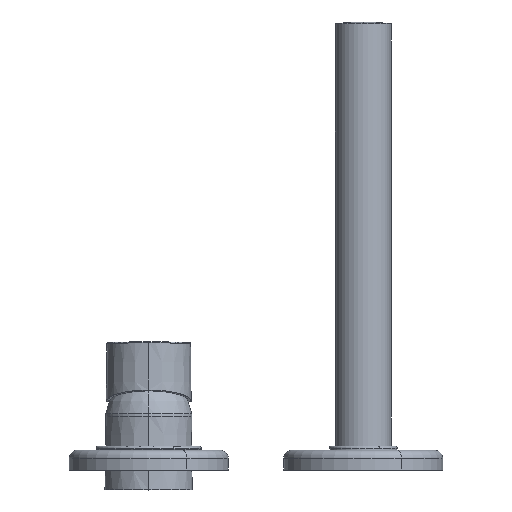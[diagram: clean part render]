
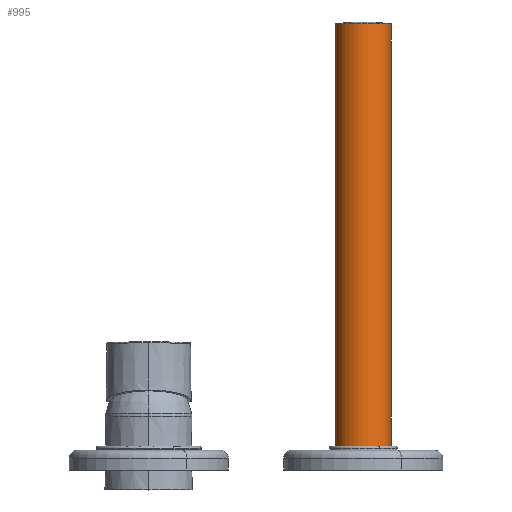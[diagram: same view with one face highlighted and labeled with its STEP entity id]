
A CAD part, top view. The second image highlights one B-rep face of the part: STEP entity #995.
In plain terms, the highlighted cylindrical face has radius 14 mm (diameter 28 mm), a partial arc.
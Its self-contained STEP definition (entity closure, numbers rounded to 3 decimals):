
#940=CARTESIAN_POINT('Axis2P3D Location',(108.,21.543,0.)) ;
#945=CARTESIAN_POINT('Line Origine',(122.,21.543,0.)) ;
#949=CARTESIAN_POINT('Vertex',(122.,-4.457,0.)) ;
#951=CARTESIAN_POINT('Vertex',(122.,47.543,0.)) ;
#954=CARTESIAN_POINT('Line Origine',(122.,21.543,0.)) ;
#958=CARTESIAN_POINT('Vertex',(122.,214.558,0.)) ;
#961=CARTESIAN_POINT('Axis2P3D Location',(108.,214.558,0.)) ;
#965=CARTESIAN_POINT('Vertex',(108.,214.558,14.)) ;
#968=CARTESIAN_POINT('Axis2P3D Location',(108.,214.558,0.)) ;
#972=CARTESIAN_POINT('Vertex',(94.,214.558,0.)) ;
#975=CARTESIAN_POINT('Line Origine',(94.,21.543,0.)) ;
#979=CARTESIAN_POINT('Vertex',(94.,-4.457,0.)) ;
#982=CARTESIAN_POINT('Axis2P3D Location',(108.,-4.457,0.)) ;
#947=VECTOR('Line Direction',#946,1.) ;
#956=VECTOR('Line Direction',#955,1.) ;
#977=VECTOR('Line Direction',#976,1.) ;
#941=DIRECTION('Axis2P3D Direction',(-0.,-1.,0.)) ;
#942=DIRECTION('Axis2P3D XDirection',(-1.,0.,-0.)) ;
#946=DIRECTION('Vector Direction',(0.,-1.,0.)) ;
#955=DIRECTION('Vector Direction',(0.,-1.,0.)) ;
#962=DIRECTION('Axis2P3D Direction',(-0.,-1.,0.)) ;
#969=DIRECTION('Axis2P3D Direction',(-0.,-1.,0.)) ;
#976=DIRECTION('Vector Direction',(0.,-1.,0.)) ;
#983=DIRECTION('Axis2P3D Direction',(-0.,-1.,0.)) ;
#943=AXIS2_PLACEMENT_3D('Cylinder Axis2P3D',#940,#941,#942) ;
#963=AXIS2_PLACEMENT_3D('Circle Axis2P3D',#961,#962,$) ;
#970=AXIS2_PLACEMENT_3D('Circle Axis2P3D',#968,#969,$) ;
#984=AXIS2_PLACEMENT_3D('Circle Axis2P3D',#982,#983,$) ;
#948=LINE('Line',#945,#947) ;
#957=LINE('Line',#954,#956) ;
#978=LINE('Line',#975,#977) ;
#964=CIRCLE('generated circle',#963,14.) ;
#971=CIRCLE('generated circle',#970,14.) ;
#985=CIRCLE('generated circle',#984,14.) ;
#944=CYLINDRICAL_SURFACE('generated cylinder',#943,14.) ;
#953=EDGE_CURVE('',#950,#952,#948,.F.) ;
#960=EDGE_CURVE('',#952,#959,#957,.F.) ;
#967=EDGE_CURVE('',#959,#966,#964,.T.) ;
#974=EDGE_CURVE('',#966,#973,#971,.T.) ;
#981=EDGE_CURVE('',#973,#980,#978,.T.) ;
#986=EDGE_CURVE('',#980,#950,#985,.F.) ;
#988=ORIENTED_EDGE('',*,*,#953,.T.) ;
#989=ORIENTED_EDGE('',*,*,#960,.T.) ;
#990=ORIENTED_EDGE('',*,*,#967,.T.) ;
#991=ORIENTED_EDGE('',*,*,#974,.T.) ;
#992=ORIENTED_EDGE('',*,*,#981,.T.) ;
#993=ORIENTED_EDGE('',*,*,#986,.T.) ;
#987=EDGE_LOOP('',(#988,#989,#990,#991,#992,#993)) ;
#950=VERTEX_POINT('',#949) ;
#952=VERTEX_POINT('',#951) ;
#959=VERTEX_POINT('',#958) ;
#966=VERTEX_POINT('',#965) ;
#973=VERTEX_POINT('',#972) ;
#980=VERTEX_POINT('',#979) ;
#995=ADVANCED_FACE('Superficie.26',(#994),#944,.T.) ;
#994=FACE_OUTER_BOUND('',#987,.T.) ;
